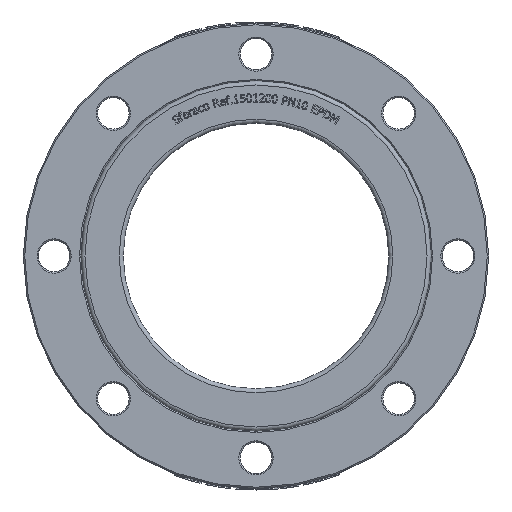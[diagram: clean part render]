
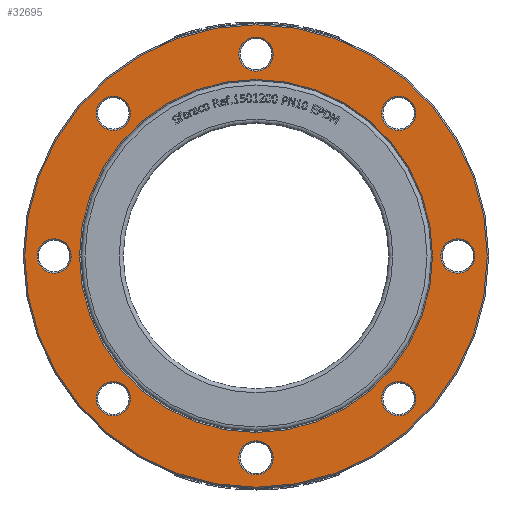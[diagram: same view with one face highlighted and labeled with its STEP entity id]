
A CAD part, left-side view. The second image highlights one B-rep face of the part: STEP entity #32695.
In plain terms, the highlighted planar face has unit normal (-1, 0, 0).
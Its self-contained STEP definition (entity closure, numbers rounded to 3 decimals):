
#7656=PLANE('',#34480);
#8432=FACE_BOUND('',#10964,.T.);
#8433=FACE_BOUND('',#10965,.T.);
#8434=FACE_BOUND('',#10966,.T.);
#8435=FACE_BOUND('',#10967,.T.);
#8436=FACE_BOUND('',#10968,.T.);
#8437=FACE_BOUND('',#10969,.T.);
#8438=FACE_BOUND('',#10970,.T.);
#8439=FACE_BOUND('',#10971,.T.);
#8440=FACE_BOUND('',#10972,.T.);
#9114=FACE_OUTER_BOUND('',#10963,.T.);
#10963=EDGE_LOOP('',(#23297));
#10964=EDGE_LOOP('',(#23298));
#10965=EDGE_LOOP('',(#23299));
#10966=EDGE_LOOP('',(#23300));
#10967=EDGE_LOOP('',(#23301));
#10968=EDGE_LOOP('',(#23302));
#10969=EDGE_LOOP('',(#23303));
#10970=EDGE_LOOP('',(#23304));
#10971=EDGE_LOOP('',(#23305));
#10972=EDGE_LOOP('',(#23306));
#12798=CIRCLE('',#34479,12.5);
#12799=CIRCLE('',#34481,169.);
#12800=CIRCLE('',#34482,12.5);
#12801=CIRCLE('',#34483,12.5);
#12802=CIRCLE('',#34484,12.5);
#12803=CIRCLE('',#34485,12.5);
#12804=CIRCLE('',#34486,12.5);
#12805=CIRCLE('',#34487,12.5);
#12806=CIRCLE('',#34488,129.);
#12807=CIRCLE('',#34489,12.5);
#13942=VERTEX_POINT('',#50137);
#13943=VERTEX_POINT('',#50140);
#13944=VERTEX_POINT('',#50142);
#13945=VERTEX_POINT('',#50144);
#13946=VERTEX_POINT('',#50146);
#13947=VERTEX_POINT('',#50148);
#13948=VERTEX_POINT('',#50150);
#13949=VERTEX_POINT('',#50152);
#13950=VERTEX_POINT('',#50154);
#13951=VERTEX_POINT('',#50156);
#17499=EDGE_CURVE('',#13942,#13942,#12798,.T.);
#17500=EDGE_CURVE('',#13943,#13943,#12799,.T.);
#17501=EDGE_CURVE('',#13944,#13944,#12800,.T.);
#17502=EDGE_CURVE('',#13945,#13945,#12801,.T.);
#17503=EDGE_CURVE('',#13946,#13946,#12802,.T.);
#17504=EDGE_CURVE('',#13947,#13947,#12803,.T.);
#17505=EDGE_CURVE('',#13948,#13948,#12804,.T.);
#17506=EDGE_CURVE('',#13949,#13949,#12805,.T.);
#17507=EDGE_CURVE('',#13950,#13950,#12806,.T.);
#17508=EDGE_CURVE('',#13951,#13951,#12807,.T.);
#23297=ORIENTED_EDGE('',*,*,#17500,.F.);
#23298=ORIENTED_EDGE('',*,*,#17501,.F.);
#23299=ORIENTED_EDGE('',*,*,#17502,.F.);
#23300=ORIENTED_EDGE('',*,*,#17503,.F.);
#23301=ORIENTED_EDGE('',*,*,#17504,.F.);
#23302=ORIENTED_EDGE('',*,*,#17505,.F.);
#23303=ORIENTED_EDGE('',*,*,#17506,.F.);
#23304=ORIENTED_EDGE('',*,*,#17507,.F.);
#23305=ORIENTED_EDGE('',*,*,#17508,.F.);
#23306=ORIENTED_EDGE('',*,*,#17499,.F.);
#32695=ADVANCED_FACE('',(#9114,#8432,#8433,#8434,#8435,#8436,#8437,#8438,
#8439,#8440),#7656,.T.);
#34479=AXIS2_PLACEMENT_3D('',#50138,#36952,#36953);
#34480=AXIS2_PLACEMENT_3D('',#50139,#36954,#36955);
#34481=AXIS2_PLACEMENT_3D('',#50141,#36956,#36957);
#34482=AXIS2_PLACEMENT_3D('',#50143,#36958,#36959);
#34483=AXIS2_PLACEMENT_3D('',#50145,#36960,#36961);
#34484=AXIS2_PLACEMENT_3D('',#50147,#36962,#36963);
#34485=AXIS2_PLACEMENT_3D('',#50149,#36964,#36965);
#34486=AXIS2_PLACEMENT_3D('',#50151,#36966,#36967);
#34487=AXIS2_PLACEMENT_3D('',#50153,#36968,#36969);
#34488=AXIS2_PLACEMENT_3D('',#50155,#36970,#36971);
#34489=AXIS2_PLACEMENT_3D('',#50157,#36972,#36973);
#36952=DIRECTION('center_axis',(-1.,0.,0.));
#36953=DIRECTION('ref_axis',(0.,0.,1.));
#36954=DIRECTION('center_axis',(-1.,0.,0.));
#36955=DIRECTION('ref_axis',(0.,0.,1.));
#36956=DIRECTION('center_axis',(1.,0.,0.));
#36957=DIRECTION('ref_axis',(0.,0.,-1.));
#36958=DIRECTION('center_axis',(-1.,0.,0.));
#36959=DIRECTION('ref_axis',(0.,0.707,0.707));
#36960=DIRECTION('center_axis',(-1.,0.,0.));
#36961=DIRECTION('ref_axis',(0.,0.707,-0.707));
#36962=DIRECTION('center_axis',(-1.,0.,0.));
#36963=DIRECTION('ref_axis',(0.,-0.707,0.707));
#36964=DIRECTION('center_axis',(-1.,0.,0.));
#36965=DIRECTION('ref_axis',(0.,-0.707,-0.707));
#36966=DIRECTION('center_axis',(-1.,0.,0.));
#36967=DIRECTION('ref_axis',(0.,0.,-1.));
#36968=DIRECTION('center_axis',(-1.,0.,0.));
#36969=DIRECTION('ref_axis',(0.,-1.,0.));
#36970=DIRECTION('center_axis',(-1.,0.,0.));
#36971=DIRECTION('ref_axis',(0.,0.,-1.));
#36972=DIRECTION('center_axis',(-1.,0.,0.));
#36973=DIRECTION('ref_axis',(0.,1.,0.));
#50137=CARTESIAN_POINT('',(-72.955,-106.182,91.798));
#50138=CARTESIAN_POINT('Origin',(-72.955,-106.182,104.298));
#50139=CARTESIAN_POINT('Origin',(-72.955,-1.884,0.));
#50140=CARTESIAN_POINT('',(-72.955,-1.884,169.));
#50141=CARTESIAN_POINT('Origin',(-72.955,-1.884,0.));
#50142=CARTESIAN_POINT('',(-72.955,-10.722,138.661));
#50143=CARTESIAN_POINT('Origin',(-72.955,-1.884,147.5));
#50144=CARTESIAN_POINT('',(-72.955,136.778,8.839));
#50145=CARTESIAN_POINT('Origin',(-72.955,145.616,0.));
#50146=CARTESIAN_POINT('',(-72.955,-140.545,-8.839));
#50147=CARTESIAN_POINT('Origin',(-72.955,-149.384,0.));
#50148=CARTESIAN_POINT('',(-72.955,6.955,-138.661));
#50149=CARTESIAN_POINT('Origin',(-72.955,-1.884,-147.5));
#50150=CARTESIAN_POINT('',(-72.955,102.415,-91.798));
#50151=CARTESIAN_POINT('Origin',(-72.955,102.415,-104.298));
#50152=CARTESIAN_POINT('',(-72.955,-93.682,-104.298));
#50153=CARTESIAN_POINT('Origin',(-72.955,-106.182,-104.298));
#50154=CARTESIAN_POINT('',(-72.955,-1.884,129.));
#50155=CARTESIAN_POINT('Origin',(-72.955,-1.884,0.));
#50156=CARTESIAN_POINT('',(-72.955,89.915,104.298));
#50157=CARTESIAN_POINT('Origin',(-72.955,102.415,104.298));
